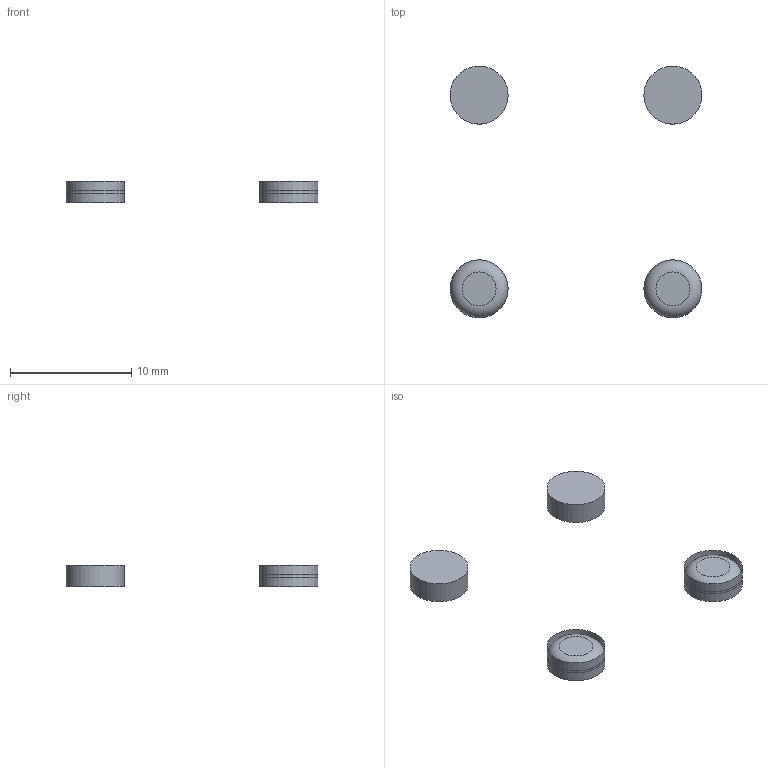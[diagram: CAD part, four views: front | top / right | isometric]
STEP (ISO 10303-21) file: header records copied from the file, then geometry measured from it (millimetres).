
FILE_DESCRIPTION(('Zoo Text-to-CAD'),'1');
FILE_NAME('Zoo Text-to-CAD model','2024-09-12T08:50:13',('Author'),('Zoo'),'Zoo Text-to-CAD','text-to-cad.zoo.dev','Unknown');
FILE_SCHEMA(('AUTOMOTIVE_DESIGN { 1 0 10303 214 1 1 1 1 }'));
Length unit declared in the file: millimetre
Products named in the file (8): Zoo Text-to-CAD
Assembly tree (7 placements, depth 3):
  Zoo Text-to-CAD
    Zoo Text-to-CAD
      Zoo Text-to-CAD
      Zoo Text-to-CAD
      Zoo Text-to-CAD
      Zoo Text-to-CAD
      Zoo Text-to-CAD
      Zoo Text-to-CAD
Bounding box: 20.8 x 20.8 x 1.8 mm (x, y, z)
Volume: 65.1 mm3; surface area: 280 mm2
Topology: 2 solids, 6 shells, 18 faces, 26 edges, 16 vertices
Faces by surface type: plane 8, cylinder 6, torus 4
Full cylindrical faces by diameter (mm): 4.8 x6
Entity records: 834 total; most frequent: DIRECTION 138, CARTESIAN_POINT 124, ORIENTED_EDGE 48, PCURVE 48, DEFINITIONAL_REPRESENTATION 48, AXIS2_PLACEMENT_3D 46, LINE 38, VECTOR 38
